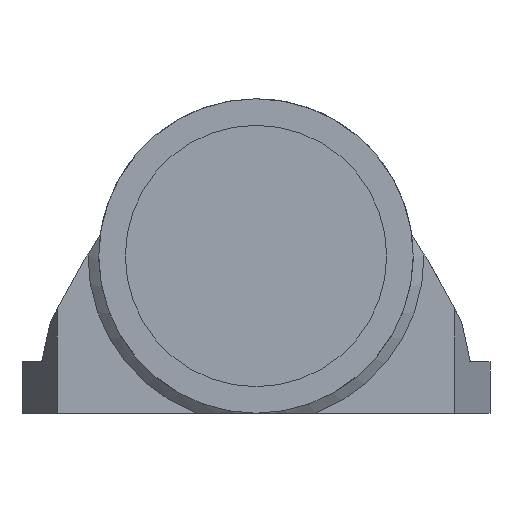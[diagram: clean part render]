
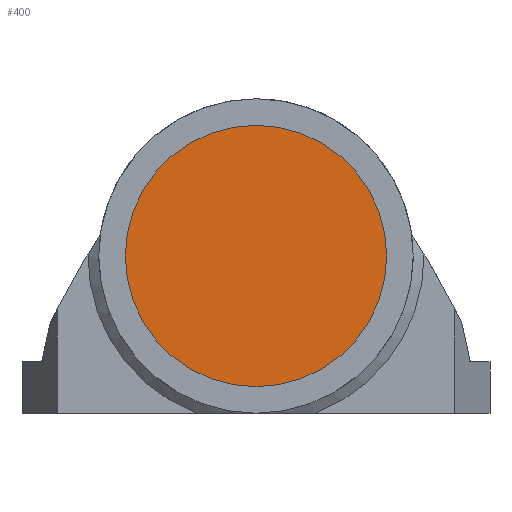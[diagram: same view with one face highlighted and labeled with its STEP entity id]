
A CAD part, left-side view. The second image highlights one B-rep face of the part: STEP entity #400.
In plain terms, the highlighted planar face has unit normal (-1, 0, 0).
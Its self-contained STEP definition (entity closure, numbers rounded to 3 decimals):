
#62 = CARTESIAN_POINT ( 'NONE',  ( -6., 0., 1.5 ) ) ;
#64 = CARTESIAN_POINT ( 'NONE',  ( -6., 0., 16.3 ) ) ;
#106 = CARTESIAN_POINT ( 'NONE',  ( -6., 0., 8.9 ) ) ;
#107 = DIRECTION ( 'NONE',  ( -1., 0., 0. ) ) ;
#108 = DIRECTION ( 'NONE',  ( 0., 0., 1. ) ) ;
#274 = CARTESIAN_POINT ( 'NONE',  ( -6., 0., 8.9 ) ) ;
#275 = DIRECTION ( 'NONE',  ( -1., 0., 0. ) ) ;
#276 = DIRECTION ( 'NONE',  ( 0., 0., 1. ) ) ;
#346 = CIRCLE ( 'NONE', #622, 7.4 ) ;
#400 = ADVANCED_FACE ( 'NONE', ( #660 ), #848, .T. ) ;
#448 = VERTEX_POINT ( 'NONE', #62 ) ;
#454 = VERTEX_POINT ( 'NONE', #64 ) ;
#507 = CARTESIAN_POINT ( 'NONE',  ( -6., 0., 8.9 ) ) ;
#518 = DIRECTION ( 'NONE',  ( 0., 0., 1. ) ) ;
#525 = DIRECTION ( 'NONE',  ( -1., 0., 0. ) ) ;
#528 = AXIS2_PLACEMENT_3D ( 'NONE', #507, #525, #518 ) ;
#535 = EDGE_CURVE ( 'NONE', #448, #454, #689, .T. ) ;
#583 = EDGE_CURVE ( 'NONE', #454, #448, #346, .T. ) ;
#610 = AXIS2_PLACEMENT_3D ( 'NONE', #106, #107, #108 ) ;
#622 = AXIS2_PLACEMENT_3D ( 'NONE', #274, #275, #276 ) ;
#660 = FACE_OUTER_BOUND ( 'NONE', #836, .T. ) ;
#689 = CIRCLE ( 'NONE', #610, 7.4 ) ;
#758 = ORIENTED_EDGE ( 'NONE', *, *, #583, .T. ) ;
#760 = ORIENTED_EDGE ( 'NONE', *, *, #535, .T. ) ;
#836 = EDGE_LOOP ( 'NONE', ( #758, #760 ) ) ;
#848 = PLANE ( 'NONE',  #528 ) ;
